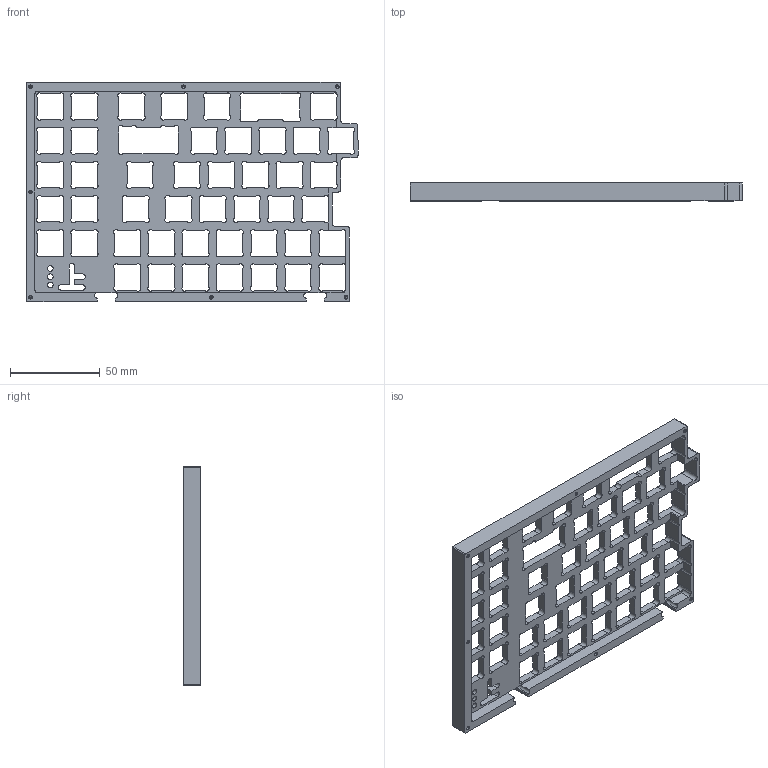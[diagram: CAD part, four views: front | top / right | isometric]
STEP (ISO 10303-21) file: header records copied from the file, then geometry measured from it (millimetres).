
FILE_DESCRIPTION (( 'STEP AP214' ), '1' );
FILE_NAME ('EnclosedPlate-Left.STEP', '2022-07-13T04:22:21', ( '' ), ( '' ), 'SwSTEP 2.0', 'SolidWorks 2022', '' );
FILE_SCHEMA (( 'AUTOMOTIVE_DESIGN' ));
Length unit declared in the file: millimetre
Products named in the file (1): EnclosedPlate-Left
Bounding box: 184.97 x 10 x 122.3 mm (x, y, z)
Volume: 59647.6 mm3; surface area: 44049.3 mm2
Topology: 1 solids, 1 shells, 607 faces, 1805 edges, 1187 vertices
Faces by surface type: cylinder 345, plane 234, cone 28
Entity records: 20885 total; most frequent: DIRECTION 3723, CARTESIAN_POINT 3586, ORIENTED_EDGE 3582, EDGE_CURVE 1791, AXIS2_PLACEMENT_3D 1324, VERTEX_POINT 1187, LINE 1075, VECTOR 1075
